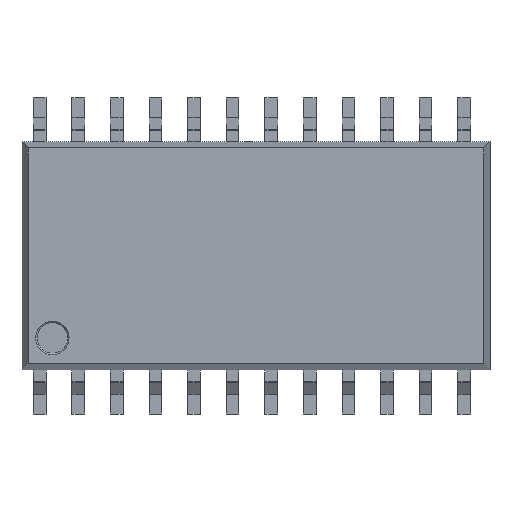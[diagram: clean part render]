
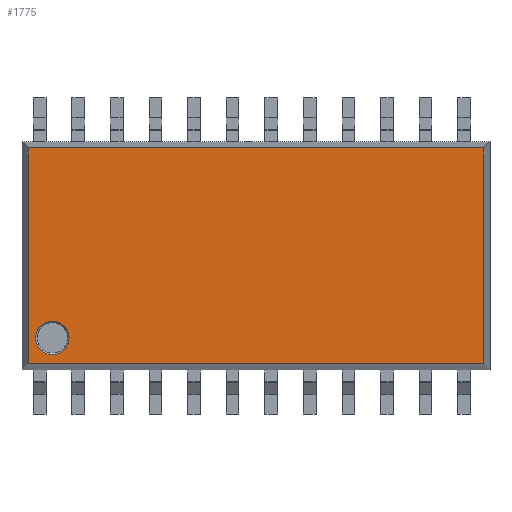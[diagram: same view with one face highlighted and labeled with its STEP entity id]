
A CAD part, top view. The second image highlights one B-rep face of the part: STEP entity #1775.
In plain terms, the highlighted planar face has unit normal (0, 0, 1).
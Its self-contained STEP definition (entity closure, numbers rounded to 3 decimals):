
#436 = DIRECTION ( 'NONE',  ( 0., 0., 1. ) ) ;
#1461 = VERTEX_POINT ( 'NONE', #13074 ) ;
#1775 = ADVANCED_FACE ( 'NONE', ( #10897, #13987 ), #3587, .T. ) ;
#2262 = VERTEX_POINT ( 'NONE', #9214 ) ;
#2339 = VERTEX_POINT ( 'NONE', #12111 ) ;
#2853 = ORIENTED_EDGE ( 'NONE', *, *, #4379, .F. ) ;
#3061 = ORIENTED_EDGE ( 'NONE', *, *, #4086, .T. ) ;
#3360 = VECTOR ( 'NONE', #3503, 1000. ) ;
#3390 = ORIENTED_EDGE ( 'NONE', *, *, #6124, .T. ) ;
#3503 = DIRECTION ( 'NONE',  ( 0., -1., 0. ) ) ;
#3587 = PLANE ( 'NONE',  #9090 ) ;
#3653 = EDGE_CURVE ( 'NONE', #10484, #4862, #13139, .T. ) ;
#3749 = LINE ( 'NONE', #9115, #3360 ) ;
#4086 = EDGE_CURVE ( 'NONE', #5703, #4862, #16580, .T. ) ;
#4149 = EDGE_CURVE ( 'NONE', #1461, #5703, #3749, .T. ) ;
#4269 = CARTESIAN_POINT ( 'NONE',  ( 15.2, 1.65, 2.6 ) ) ;
#4379 = EDGE_CURVE ( 'NONE', #1461, #10484, #8166, .T. ) ;
#4478 = EDGE_CURVE ( 'NONE', #2262, #2339, #13089, .T. ) ;
#4738 = VECTOR ( 'NONE', #8933, 1000. ) ;
#4862 = VERTEX_POINT ( 'NONE', #13687 ) ;
#5703 = VERTEX_POINT ( 'NONE', #10806 ) ;
#6124 = EDGE_CURVE ( 'NONE', #2339, #2262, #15686, .T. ) ;
#6321 = DIRECTION ( 'NONE',  ( 1., 0., 0. ) ) ;
#6595 = VECTOR ( 'NONE', #14505, 1000. ) ;
#7333 = CARTESIAN_POINT ( 'NONE',  ( 1., 2.5, 2.6 ) ) ;
#7336 = EDGE_LOOP ( 'NONE', ( #2853, #8788, #3061, #12204 ) ) ;
#7501 = CARTESIAN_POINT ( 'NONE',  ( 0., 8.75, 2.6 ) ) ;
#7890 = DIRECTION ( 'NONE',  ( 1., 0., 0. ) ) ;
#8166 = LINE ( 'NONE', #7501, #4738 ) ;
#8788 = ORIENTED_EDGE ( 'NONE', *, *, #4149, .T. ) ;
#8820 = ORIENTED_EDGE ( 'NONE', *, *, #4478, .T. ) ;
#8933 = DIRECTION ( 'NONE',  ( 1., 0., 0. ) ) ;
#9090 = AXIS2_PLACEMENT_3D ( 'NONE', #12314, #436, #6321 ) ;
#9109 = DIRECTION ( 'NONE',  ( 0., 0., -1. ) ) ;
#9115 = CARTESIAN_POINT ( 'NONE',  ( 0.2, 1.65, 2.6 ) ) ;
#9214 = CARTESIAN_POINT ( 'NONE',  ( 0.45, 2.5, 2.6 ) ) ;
#9234 = VECTOR ( 'NONE', #10357, 1000. ) ;
#10357 = DIRECTION ( 'NONE',  ( 0., -1., 0. ) ) ;
#10484 = VERTEX_POINT ( 'NONE', #13391 ) ;
#10806 = CARTESIAN_POINT ( 'NONE',  ( 0.2, 1.65, 2.6 ) ) ;
#10865 = DIRECTION ( 'NONE',  ( 1., 0., 0. ) ) ;
#10897 = FACE_OUTER_BOUND ( 'NONE', #7336, .T. ) ;
#11232 = CARTESIAN_POINT ( 'NONE',  ( 0., 1.65, 2.6 ) ) ;
#11926 = DIRECTION ( 'NONE',  ( 0., 0., -1. ) ) ;
#12111 = CARTESIAN_POINT ( 'NONE',  ( 1.55, 2.5, 2.6 ) ) ;
#12204 = ORIENTED_EDGE ( 'NONE', *, *, #3653, .F. ) ;
#12314 = CARTESIAN_POINT ( 'NONE',  ( 0., 1.45, 2.6 ) ) ;
#13074 = CARTESIAN_POINT ( 'NONE',  ( 0.2, 8.75, 2.6 ) ) ;
#13089 = CIRCLE ( 'NONE', #13831, 0.55 ) ;
#13139 = LINE ( 'NONE', #4269, #9234 ) ;
#13391 = CARTESIAN_POINT ( 'NONE',  ( 15.2, 8.75, 2.6 ) ) ;
#13444 = CARTESIAN_POINT ( 'NONE',  ( 1., 2.5, 2.6 ) ) ;
#13687 = CARTESIAN_POINT ( 'NONE',  ( 15.2, 1.65, 2.6 ) ) ;
#13831 = AXIS2_PLACEMENT_3D ( 'NONE', #13444, #11926, #10865 ) ;
#13987 = FACE_BOUND ( 'NONE', #14273, .T. ) ;
#14273 = EDGE_LOOP ( 'NONE', ( #3390, #8820 ) ) ;
#14505 = DIRECTION ( 'NONE',  ( 1., 0., 0. ) ) ;
#15686 = CIRCLE ( 'NONE', #16350, 0.55 ) ;
#16350 = AXIS2_PLACEMENT_3D ( 'NONE', #7333, #9109, #7890 ) ;
#16580 = LINE ( 'NONE', #11232, #6595 ) ;
